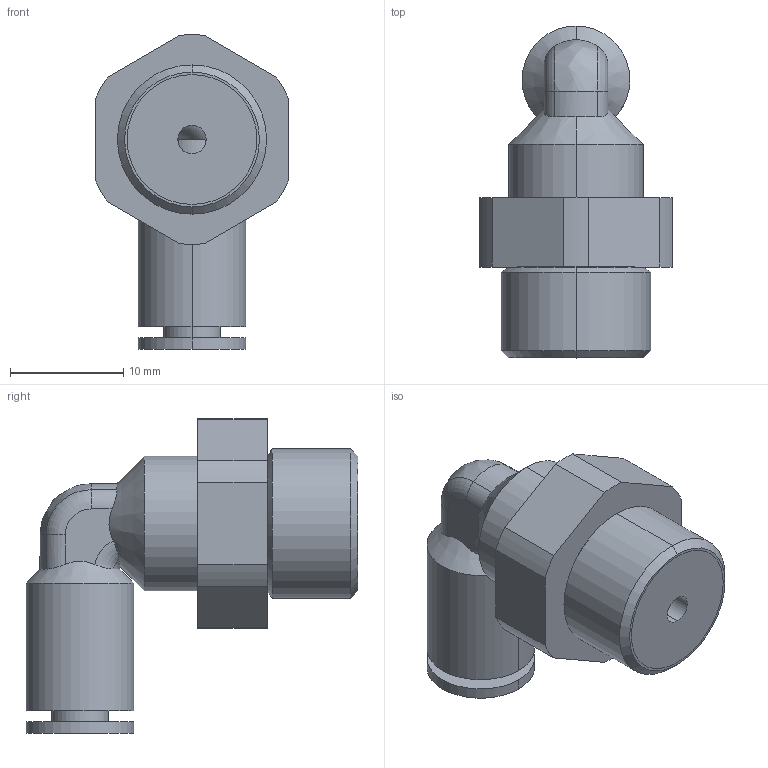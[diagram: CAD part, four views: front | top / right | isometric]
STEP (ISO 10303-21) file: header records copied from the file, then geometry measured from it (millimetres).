
FILE_DESCRIPTION((''),'2;1');
FILE_NAME('ILCP3024100','2006-11-21T',('KR'),(''),'PRO/ENGINEER BY PARAMETRIC TECHNOLOGY CORPORATION, 2005180','PRO/ENGINEER BY PARAMETRIC TECHNOLOGY CORPORATION, 2005180','');
FILE_SCHEMA(('AUTOMOTIVE_DESIGN_CC2 { 1 2 10303 214 -1 1 5 2 }'));
Length unit declared in the file: inch
Products named in the file (1): ILCP3024100
Bounding box: 16.99 x 29.27 x 27.73 mm (x, y, z)
Volume: 4273.9 mm3; surface area: 2702.6 mm2
Topology: 1 solids, 2 shells, 61 faces, 158 edges, 103 vertices
Faces by surface type: cylinder 30, plane 15, cone 9, torus 6, bspline 1
Entity records: 2208 total; most frequent: CARTESIAN_POINT 578, DIRECTION 320, ORIENTED_EDGE 312, EDGE_CURVE 158, AXIS2_PLACEMENT_3D 131, COLOUR_RGB 105, VERTEX_POINT 103, CIRCLE 70
